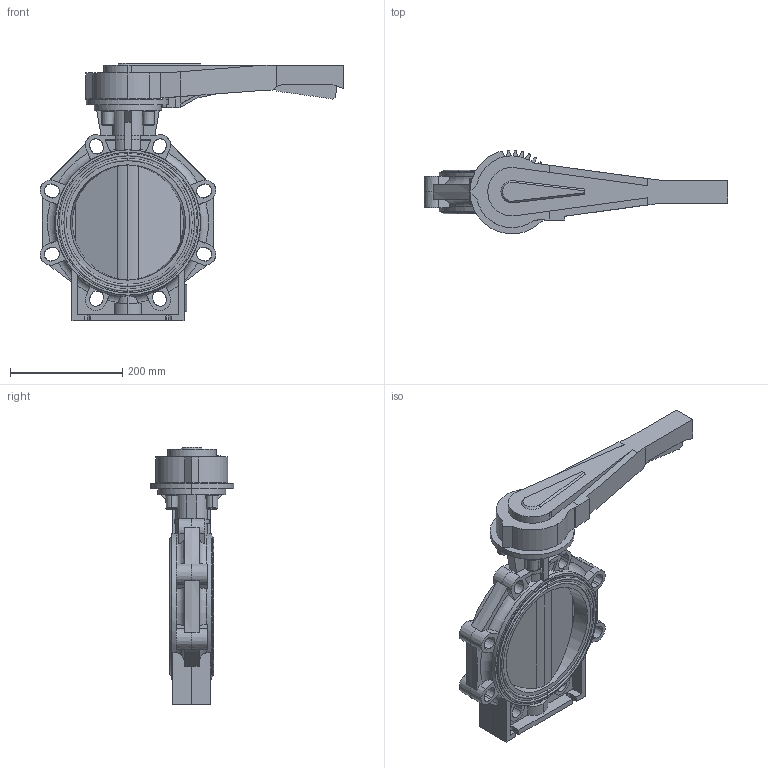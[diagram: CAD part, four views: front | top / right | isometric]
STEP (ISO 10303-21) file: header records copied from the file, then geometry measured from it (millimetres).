
FILE_DESCRIPTION(('STEP AP214'),'1');
FILE_NAME('cctmp_9B42DE17-B105-4CEA-9F32-F36F69248DA9_2021_10_25_14_27_41_0916..stp','2021-10-25T12:27:42',('Praher Valves GmbH'),('CADClick - www.CADClick.com'),'Spatial InterOp 3D',' ','unknown authorization');
FILE_SCHEMA(('AUTOMOTIVE_DESIGN'));
Length unit declared in the file: millimetre
Products named in the file (3): cc_unnamed; 242306_1; 242306
Assembly tree (2 placements, depth 2):
  cc_unnamed
    242306_1
    242306
Bounding box: 542.27 x 149.14 x 459 mm (x, y, z)
Volume: 6165905 mm3; surface area: 522083.1 mm2
Topology: 2 solids, 2 shells, 591 faces, 1613 edges, 1052 vertices
Faces by surface type: plane 320, cone 164, cylinder 67, torus 40
Entity records: 24031 total; most frequent: CARTESIAN_POINT 3881, DIRECTION 3283, ORIENTED_EDGE 3226, EDGE_CURVE 1613, AXIS2_PLACEMENT_3D 1184, VERTEX_POINT 1052, LINE 915, VECTOR 915
